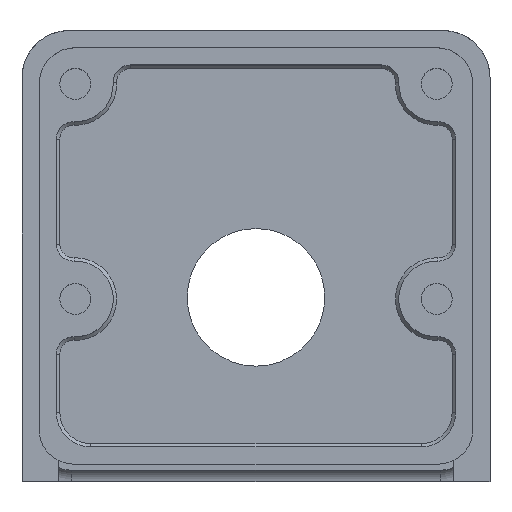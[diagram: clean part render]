
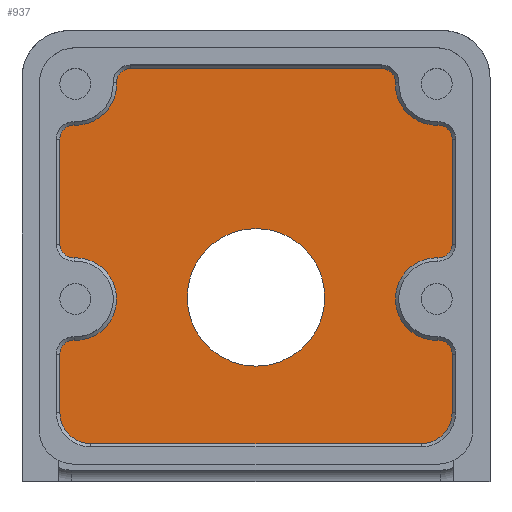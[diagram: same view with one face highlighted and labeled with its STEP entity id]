
A CAD part, top view. The second image highlights one B-rep face of the part: STEP entity #937.
In plain terms, the highlighted planar face has unit normal (0, 0, 1).
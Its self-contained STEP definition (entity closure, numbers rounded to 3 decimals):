
#465 = VERTEX_POINT('',#466);
#466 = CARTESIAN_POINT('',(4.,42.1,8.5));
#472 = EDGE_CURVE('',#465,#465,#473,.T.);
#473 = CIRCLE('',#474,4.);
#474 = AXIS2_PLACEMENT_3D('',#475,#476,#477);
#475 = CARTESIAN_POINT('',(0.,42.1,8.5));
#476 = DIRECTION('',(0.,0.,1.));
#477 = DIRECTION('',(1.,0.,0.));
#937 = ADVANCED_FACE('',(#938,#1114),#1117,.F.);
#938 = FACE_BOUND('',#939,.F.);
#939 = EDGE_LOOP('',(#940,#950,#959,#968,#977,#985,#994,#1003,#1012,
    #1020,#1029,#1038,#1047,#1055,#1064,#1073,#1082,#1090,#1099,#1107));
#940 = ORIENTED_EDGE('',*,*,#941,.T.);
#941 = EDGE_CURVE('',#942,#944,#946,.T.);
#942 = VERTEX_POINT('',#943);
#943 = CARTESIAN_POINT('',(-11.4,35.4,8.5));
#944 = VERTEX_POINT('',#945);
#945 = CARTESIAN_POINT('',(-11.4,38.802,8.5));
#946 = LINE('',#947,#948);
#947 = CARTESIAN_POINT('',(-11.4,35.4,8.5));
#948 = VECTOR('',#949,1.);
#949 = DIRECTION('',(0.,1.,0.));
#950 = ORIENTED_EDGE('',*,*,#951,.T.);
#951 = EDGE_CURVE('',#944,#952,#954,.T.);
#952 = VERTEX_POINT('',#953);
#953 = CARTESIAN_POINT('',(-10.575,39.601,8.5));
#954 = CIRCLE('',#955,0.8);
#955 = AXIS2_PLACEMENT_3D('',#956,#957,#958);
#956 = CARTESIAN_POINT('',(-10.6,38.802,8.5));
#957 = DIRECTION('',(0.,0.,-1.));
#958 = DIRECTION('',(-1.,0.,0.));
#959 = ORIENTED_EDGE('',*,*,#960,.T.);
#960 = EDGE_CURVE('',#952,#961,#963,.T.);
#961 = VERTEX_POINT('',#962);
#962 = CARTESIAN_POINT('',(-10.575,44.399,8.5));
#963 = CIRCLE('',#964,2.4);
#964 = AXIS2_PLACEMENT_3D('',#965,#966,#967);
#965 = CARTESIAN_POINT('',(-10.5,42.,8.5));
#966 = DIRECTION('',(0.,0.,1.));
#967 = DIRECTION('',(-0.031,-1.,0.));
#968 = ORIENTED_EDGE('',*,*,#969,.T.);
#969 = EDGE_CURVE('',#961,#970,#972,.T.);
#970 = VERTEX_POINT('',#971);
#971 = CARTESIAN_POINT('',(-11.4,45.198,8.5));
#972 = CIRCLE('',#973,0.8);
#973 = AXIS2_PLACEMENT_3D('',#974,#975,#976);
#974 = CARTESIAN_POINT('',(-10.6,45.198,8.5));
#975 = DIRECTION('',(0.,0.,-1.));
#976 = DIRECTION('',(0.031,-1.,0.));
#977 = ORIENTED_EDGE('',*,*,#978,.T.);
#978 = EDGE_CURVE('',#970,#979,#981,.T.);
#979 = VERTEX_POINT('',#980);
#980 = CARTESIAN_POINT('',(-11.4,51.302,8.5));
#981 = LINE('',#982,#983);
#982 = CARTESIAN_POINT('',(-11.4,45.198,8.5));
#983 = VECTOR('',#984,1.);
#984 = DIRECTION('',(0.,1.,0.));
#985 = ORIENTED_EDGE('',*,*,#986,.T.);
#986 = EDGE_CURVE('',#979,#987,#989,.T.);
#987 = VERTEX_POINT('',#988);
#988 = CARTESIAN_POINT('',(-10.575,52.101,8.5));
#989 = CIRCLE('',#990,0.8);
#990 = AXIS2_PLACEMENT_3D('',#991,#992,#993);
#991 = CARTESIAN_POINT('',(-10.6,51.302,8.5));
#992 = DIRECTION('',(0.,0.,-1.));
#993 = DIRECTION('',(-1.,0.,0.));
#994 = ORIENTED_EDGE('',*,*,#995,.T.);
#995 = EDGE_CURVE('',#987,#996,#998,.T.);
#996 = VERTEX_POINT('',#997);
#997 = CARTESIAN_POINT('',(-8.101,54.575,8.5));
#998 = CIRCLE('',#999,2.4);
#999 = AXIS2_PLACEMENT_3D('',#1000,#1001,#1002);
#1000 = CARTESIAN_POINT('',(-10.5,54.5,8.5));
#1001 = DIRECTION('',(0.,0.,1.));
#1002 = DIRECTION('',(-0.031,-1.,0.));
#1003 = ORIENTED_EDGE('',*,*,#1004,.T.);
#1004 = EDGE_CURVE('',#996,#1005,#1007,.T.);
#1005 = VERTEX_POINT('',#1006);
#1006 = CARTESIAN_POINT('',(-7.302,55.4,8.5));
#1007 = CIRCLE('',#1008,0.8);
#1008 = AXIS2_PLACEMENT_3D('',#1009,#1010,#1011);
#1009 = CARTESIAN_POINT('',(-7.302,54.6,8.5));
#1010 = DIRECTION('',(0.,0.,-1.));
#1011 = DIRECTION('',(-1.,-0.031,-0.));
#1012 = ORIENTED_EDGE('',*,*,#1013,.T.);
#1013 = EDGE_CURVE('',#1005,#1014,#1016,.T.);
#1014 = VERTEX_POINT('',#1015);
#1015 = CARTESIAN_POINT('',(7.302,55.4,8.5));
#1016 = LINE('',#1017,#1018);
#1017 = CARTESIAN_POINT('',(-7.302,55.4,8.5));
#1018 = VECTOR('',#1019,1.);
#1019 = DIRECTION('',(1.,0.,0.));
#1020 = ORIENTED_EDGE('',*,*,#1021,.T.);
#1021 = EDGE_CURVE('',#1014,#1022,#1024,.T.);
#1022 = VERTEX_POINT('',#1023);
#1023 = CARTESIAN_POINT('',(8.101,54.575,8.5));
#1024 = CIRCLE('',#1025,0.8);
#1025 = AXIS2_PLACEMENT_3D('',#1026,#1027,#1028);
#1026 = CARTESIAN_POINT('',(7.302,54.6,8.5));
#1027 = DIRECTION('',(0.,0.,-1.));
#1028 = DIRECTION('',(0.,1.,0.));
#1029 = ORIENTED_EDGE('',*,*,#1030,.T.);
#1030 = EDGE_CURVE('',#1022,#1031,#1033,.T.);
#1031 = VERTEX_POINT('',#1032);
#1032 = CARTESIAN_POINT('',(10.575,52.101,8.5));
#1033 = CIRCLE('',#1034,2.4);
#1034 = AXIS2_PLACEMENT_3D('',#1035,#1036,#1037);
#1035 = CARTESIAN_POINT('',(10.5,54.5,8.5));
#1036 = DIRECTION('',(0.,0.,1.));
#1037 = DIRECTION('',(-1.,0.031,0.));
#1038 = ORIENTED_EDGE('',*,*,#1039,.T.);
#1039 = EDGE_CURVE('',#1031,#1040,#1042,.T.);
#1040 = VERTEX_POINT('',#1041);
#1041 = CARTESIAN_POINT('',(11.4,51.302,8.5));
#1042 = CIRCLE('',#1043,0.8);
#1043 = AXIS2_PLACEMENT_3D('',#1044,#1045,#1046);
#1044 = CARTESIAN_POINT('',(10.6,51.302,8.5));
#1045 = DIRECTION('',(0.,0.,-1.));
#1046 = DIRECTION('',(-0.031,1.,0.));
#1047 = ORIENTED_EDGE('',*,*,#1048,.T.);
#1048 = EDGE_CURVE('',#1040,#1049,#1051,.T.);
#1049 = VERTEX_POINT('',#1050);
#1050 = CARTESIAN_POINT('',(11.4,45.198,8.5));
#1051 = LINE('',#1052,#1053);
#1052 = CARTESIAN_POINT('',(11.4,51.302,8.5));
#1053 = VECTOR('',#1054,1.);
#1054 = DIRECTION('',(0.,-1.,0.));
#1055 = ORIENTED_EDGE('',*,*,#1056,.T.);
#1056 = EDGE_CURVE('',#1049,#1057,#1059,.T.);
#1057 = VERTEX_POINT('',#1058);
#1058 = CARTESIAN_POINT('',(10.575,44.399,8.5));
#1059 = CIRCLE('',#1060,0.8);
#1060 = AXIS2_PLACEMENT_3D('',#1061,#1062,#1063);
#1061 = CARTESIAN_POINT('',(10.6,45.198,8.5));
#1062 = DIRECTION('',(0.,0.,-1.));
#1063 = DIRECTION('',(1.,0.,0.));
#1064 = ORIENTED_EDGE('',*,*,#1065,.T.);
#1065 = EDGE_CURVE('',#1057,#1066,#1068,.T.);
#1066 = VERTEX_POINT('',#1067);
#1067 = CARTESIAN_POINT('',(10.575,39.601,8.5));
#1068 = CIRCLE('',#1069,2.4);
#1069 = AXIS2_PLACEMENT_3D('',#1070,#1071,#1072);
#1070 = CARTESIAN_POINT('',(10.5,42.,8.5));
#1071 = DIRECTION('',(0.,-0.,1.));
#1072 = DIRECTION('',(0.031,1.,0.));
#1073 = ORIENTED_EDGE('',*,*,#1074,.T.);
#1074 = EDGE_CURVE('',#1066,#1075,#1077,.T.);
#1075 = VERTEX_POINT('',#1076);
#1076 = CARTESIAN_POINT('',(11.4,38.802,8.5));
#1077 = CIRCLE('',#1078,0.8);
#1078 = AXIS2_PLACEMENT_3D('',#1079,#1080,#1081);
#1079 = CARTESIAN_POINT('',(10.6,38.802,8.5));
#1080 = DIRECTION('',(0.,0.,-1.));
#1081 = DIRECTION('',(-0.031,1.,0.));
#1082 = ORIENTED_EDGE('',*,*,#1083,.T.);
#1083 = EDGE_CURVE('',#1075,#1084,#1086,.T.);
#1084 = VERTEX_POINT('',#1085);
#1085 = CARTESIAN_POINT('',(11.4,35.4,8.5));
#1086 = LINE('',#1087,#1088);
#1087 = CARTESIAN_POINT('',(11.4,38.802,8.5));
#1088 = VECTOR('',#1089,1.);
#1089 = DIRECTION('',(0.,-1.,0.));
#1090 = ORIENTED_EDGE('',*,*,#1091,.T.);
#1091 = EDGE_CURVE('',#1084,#1092,#1094,.T.);
#1092 = VERTEX_POINT('',#1093);
#1093 = CARTESIAN_POINT('',(9.6,33.6,8.5));
#1094 = CIRCLE('',#1095,1.8);
#1095 = AXIS2_PLACEMENT_3D('',#1096,#1097,#1098);
#1096 = CARTESIAN_POINT('',(9.6,35.4,8.5));
#1097 = DIRECTION('',(0.,0.,-1.));
#1098 = DIRECTION('',(1.,0.,0.));
#1099 = ORIENTED_EDGE('',*,*,#1100,.T.);
#1100 = EDGE_CURVE('',#1092,#1101,#1103,.T.);
#1101 = VERTEX_POINT('',#1102);
#1102 = CARTESIAN_POINT('',(-9.6,33.6,8.5));
#1103 = LINE('',#1104,#1105);
#1104 = CARTESIAN_POINT('',(9.6,33.6,8.5));
#1105 = VECTOR('',#1106,1.);
#1106 = DIRECTION('',(-1.,0.,0.));
#1107 = ORIENTED_EDGE('',*,*,#1108,.T.);
#1108 = EDGE_CURVE('',#1101,#942,#1109,.T.);
#1109 = CIRCLE('',#1110,1.8);
#1110 = AXIS2_PLACEMENT_3D('',#1111,#1112,#1113);
#1111 = CARTESIAN_POINT('',(-9.6,35.4,8.5));
#1112 = DIRECTION('',(0.,0.,-1.));
#1113 = DIRECTION('',(0.,-1.,0.));
#1114 = FACE_BOUND('',#1115,.F.);
#1115 = EDGE_LOOP('',(#1116));
#1116 = ORIENTED_EDGE('',*,*,#472,.T.);
#1117 = PLANE('',#1118);
#1118 = AXIS2_PLACEMENT_3D('',#1119,#1120,#1121);
#1119 = CARTESIAN_POINT('',(0.,44.5,8.5));
#1120 = DIRECTION('',(-0.,-0.,-1.));
#1121 = DIRECTION('',(-1.,0.,0.));
